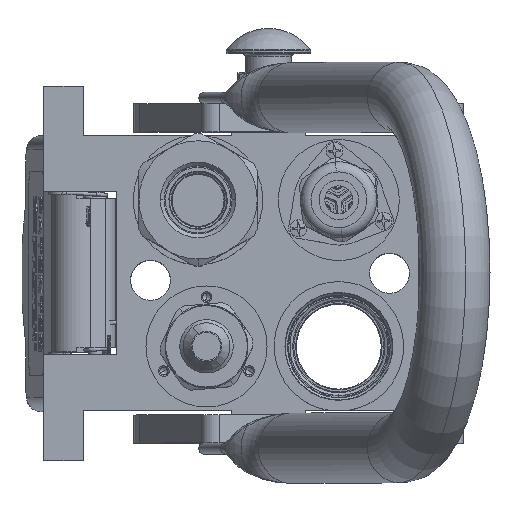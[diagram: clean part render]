
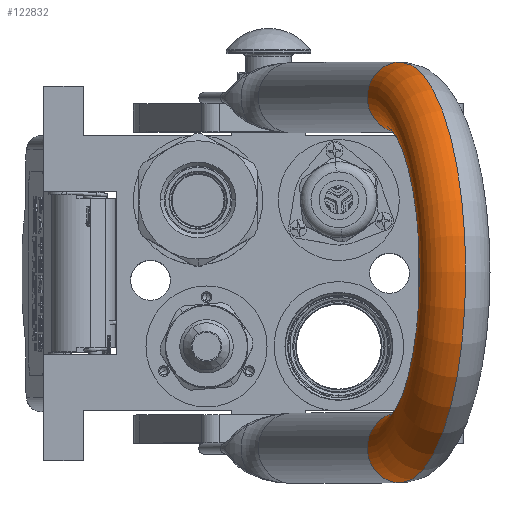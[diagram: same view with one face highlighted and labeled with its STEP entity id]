
A CAD part, top view. The second image highlights one B-rep face of the part: STEP entity #122832.
In plain terms, the highlighted toroidal (fillet/blend) face has major radius 62.25 mm and minor radius 12.5 mm.
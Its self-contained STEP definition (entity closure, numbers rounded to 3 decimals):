
#3193 = EDGE_CURVE ( 'NONE', #56986, #109423, #10201, .T. ) ;
#3325 = AXIS2_PLACEMENT_3D ( 'NONE', #38695, #13626, #147690 ) ;
#9341 = CARTESIAN_POINT ( 'NONE',  ( 74.75, 0., 125.25 ) ) ;
#10201 = CIRCLE ( 'NONE', #3325, 74.75 ) ;
#13626 = DIRECTION ( 'NONE',  ( 0., 1., 0. ) ) ;
#14373 = ORIENTED_EDGE ( 'NONE', *, *, #30031, .F. ) ;
#15752 = DIRECTION ( 'NONE',  ( 1., 0., 0. ) ) ;
#18839 = TOROIDAL_SURFACE ( 'NONE', #65277, 62.25, 12.5 ) ;
#27544 = DIRECTION ( 'NONE',  ( -1., 0., 0. ) ) ;
#28901 = VERTEX_POINT ( 'NONE', #146674 ) ;
#29030 = ORIENTED_EDGE ( 'NONE', *, *, #60073, .T. ) ;
#29132 = CARTESIAN_POINT ( 'NONE',  ( 0., 0., 125.25 ) ) ;
#30031 = EDGE_CURVE ( 'NONE', #109423, #121703, #41759, .T. ) ;
#38695 = CARTESIAN_POINT ( 'NONE',  ( 0., 0., 125.25 ) ) ;
#41759 = CIRCLE ( 'NONE', #128018, 12.5 ) ;
#46744 = CIRCLE ( 'NONE', #93904, 49.75 ) ;
#56986 = VERTEX_POINT ( 'NONE', #75081 ) ;
#60073 = EDGE_CURVE ( 'NONE', #28901, #121703, #46744, .T. ) ;
#60965 = DIRECTION ( 'NONE',  ( -1., 0., 0. ) ) ;
#65277 = AXIS2_PLACEMENT_3D ( 'NONE', #29132, #147543, #15752 ) ;
#67162 = EDGE_LOOP ( 'NONE', ( #29030, #14373, #123655, #76649 ) ) ;
#75081 = CARTESIAN_POINT ( 'NONE',  ( -74.75, 0., 125.25 ) ) ;
#76649 = ORIENTED_EDGE ( 'NONE', *, *, #77962, .T. ) ;
#77962 = EDGE_CURVE ( 'NONE', #56986, #28901, #98778, .T. ) ;
#92792 = CARTESIAN_POINT ( 'NONE',  ( 62.25, 0., 125.25 ) ) ;
#93904 = AXIS2_PLACEMENT_3D ( 'NONE', #125579, #165907, #60965 ) ;
#93935 = DIRECTION ( 'NONE',  ( 1., 0., 0. ) ) ;
#94362 = CARTESIAN_POINT ( 'NONE',  ( 49.75, 0., 125.25 ) ) ;
#98778 = CIRCLE ( 'NONE', #156782, 12.5 ) ;
#109423 = VERTEX_POINT ( 'NONE', #9341 ) ;
#112746 = FACE_OUTER_BOUND ( 'NONE', #67162, .T. ) ;
#121703 = VERTEX_POINT ( 'NONE', #94362 ) ;
#122832 = ADVANCED_FACE ( 'NONE', ( #112746 ), #18839, .T. ) ;
#123655 = ORIENTED_EDGE ( 'NONE', *, *, #3193, .F. ) ;
#125579 = CARTESIAN_POINT ( 'NONE',  ( 0., 0., 125.25 ) ) ;
#128018 = AXIS2_PLACEMENT_3D ( 'NONE', #92792, #146352, #93935 ) ;
#134224 = DIRECTION ( 'NONE',  ( 0., 0., 1. ) ) ;
#146352 = DIRECTION ( 'NONE',  ( 0., 0., -1. ) ) ;
#146674 = CARTESIAN_POINT ( 'NONE',  ( -49.75, 0., 125.25 ) ) ;
#147069 = CARTESIAN_POINT ( 'NONE',  ( -62.25, 0., 125.25 ) ) ;
#147543 = DIRECTION ( 'NONE',  ( 0., 1., 0. ) ) ;
#147690 = DIRECTION ( 'NONE',  ( -1., 0., 0. ) ) ;
#156782 = AXIS2_PLACEMENT_3D ( 'NONE', #147069, #134224, #27544 ) ;
#165907 = DIRECTION ( 'NONE',  ( 0., 1., 0. ) ) ;
